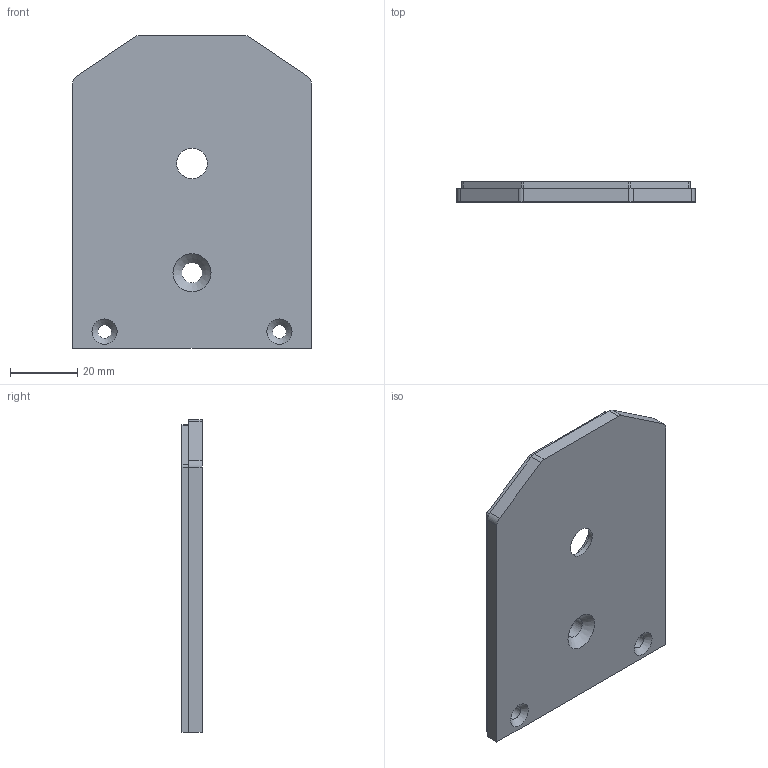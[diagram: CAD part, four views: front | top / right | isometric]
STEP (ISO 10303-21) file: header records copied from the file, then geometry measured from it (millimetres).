
FILE_DESCRIPTION( ( 'Unknown' ), '1' );
FILE_NAME( 'Plaque avant.stp', 'Unknown', ( 'Unknown' ), ( 'Unknown' ), 'PSStep 16.0.42', 'Unknown', ' ' );
FILE_SCHEMA( ( 'AUTOMOTIVE_DESIGN { 1 0 10303 214 1 1 1 1 }' ) );
Length unit declared in the file: millimetre
Products named in the file (1): 1
Bounding box: 71 x 6 x 93 mm (x, y, z)
Volume: 35430.1 mm3; surface area: 14874.1 mm2
Topology: 1 solids, 1 shells, 31 faces, 85 edges, 57 vertices
Faces by surface type: plane 15, cylinder 13, cone 3
Full cylindrical faces by diameter (mm): 4.1 x2, 6.1 x1, 9.1 x1, 20 x1
Entity records: 1200 total; most frequent: DIRECTION 166, CARTESIAN_POINT 158, ORIENTED_EDGE 146, EDGE_CURVE 73, AXIS2_PLACEMENT_3D 61, VERTEX_POINT 53, EDGE_LOOP 48, LINE 44
